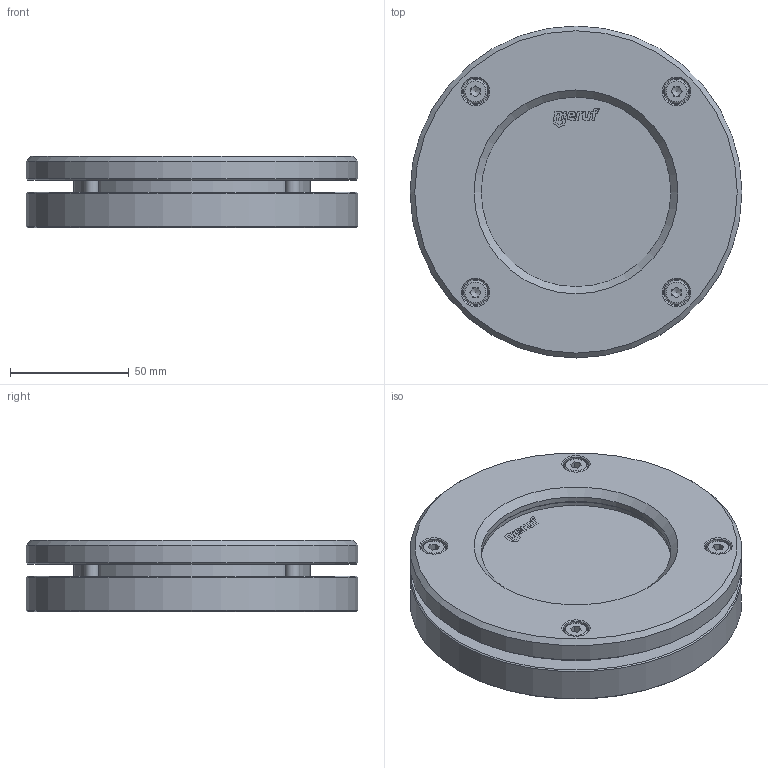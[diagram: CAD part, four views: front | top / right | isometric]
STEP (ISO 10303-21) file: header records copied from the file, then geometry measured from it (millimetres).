
FILE_DESCRIPTION(('HOOPS Exchange Step'),'2;1');
FILE_NAME('BS04_DN50.stp','2025-12-01T11:52:54+01:00',('nieru'),('Unknown organisation'),'HOOPS Exchange 2024.2','HOOPS Exchange','Unknown authorisation');
FILE_SCHEMA( ('AP203_CONFIGURATION_CONTROLLED_3D_DESIGN_OF_MECHANICAL_PARTS_AND_ASSEMBLIES_MIM_LF') );
Length unit declared in the file: millimetre
Products named in the file (2): 0; root
Assembly tree (1 placements, depth 2):
  root
    0
Bounding box: 140 x 140 x 30 mm (x, y, z)
Volume: 314472 mm3; surface area: 94765.9 mm2
Topology: 9 solids, 9 shells, 146 faces, 449 edges, 340 vertices
Faces by surface type: plane 85, cylinder 31, cone 26, torus 4
Full cylindrical faces by diameter (mm): 5 x4, 6 x4, 6.6 x4, 10 x4, 11 x4, 80 x2, 80.5 x2, 100 x1, 102 x2, 103 x2, 140 x2
Entity records: 5301 total; most frequent: CARTESIAN_POINT 1081, ORIENTED_EDGE 872, DIRECTION 847, EDGE_CURVE 436, VERTEX_POINT 340, AXIS2_PLACEMENT_3D 336, EDGE_LOOP 194, FACE_BOUND 194
